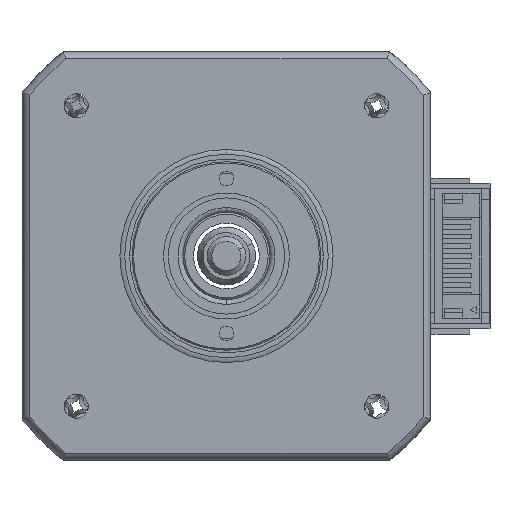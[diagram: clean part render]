
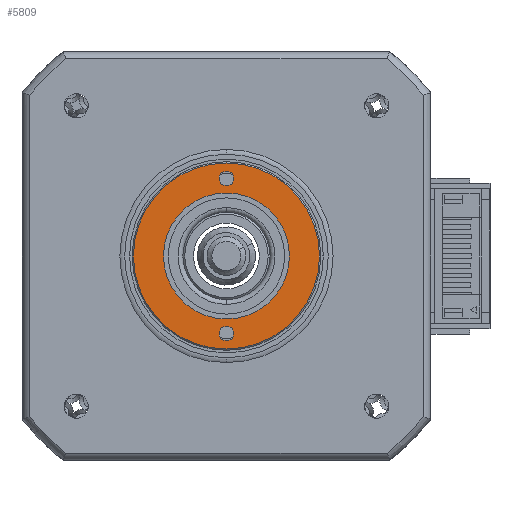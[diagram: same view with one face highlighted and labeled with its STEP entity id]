
A CAD part, left-side view. The second image highlights one B-rep face of the part: STEP entity #5809.
In plain terms, the highlighted planar face has unit normal (-1, 0, 0).
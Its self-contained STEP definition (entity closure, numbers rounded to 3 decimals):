
#23 = AXIS2_PLACEMENT_3D ( 'NONE', #5678, #3970, #1579 ) ;
#146 = CIRCLE ( 'NONE', #6527, 0.75 ) ;
#347 = AXIS2_PLACEMENT_3D ( 'NONE', #11636, #10841, #7321 ) ;
#442 = ORIENTED_EDGE ( 'NONE', *, *, #7093, .T. ) ;
#554 = CIRCLE ( 'NONE', #1160, 0.75 ) ;
#781 = CARTESIAN_POINT ( 'NONE',  ( -26.423, 14.072, 48.3 ) ) ;
#1071 = AXIS2_PLACEMENT_3D ( 'NONE', #10721, #5333, #11631 ) ;
#1117 = CARTESIAN_POINT ( 'NONE',  ( -26.423, 4.472, 56.3 ) ) ;
#1137 = EDGE_LOOP ( 'NONE', ( #5654, #5099 ) ) ;
#1160 = AXIS2_PLACEMENT_3D ( 'NONE', #4720, #11036, #5643 ) ;
#1368 = CIRCLE ( 'NONE', #347, 6.5 ) ;
#1411 = EDGE_CURVE ( 'NONE', #11236, #1990, #2077, .T. ) ;
#1579 = DIRECTION ( 'NONE',  ( 0., 1., 0. ) ) ;
#1618 = EDGE_CURVE ( 'NONE', #3096, #4228, #9744, .T. ) ;
#1800 = CARTESIAN_POINT ( 'NONE',  ( -26.423, 4.472, 48.3 ) ) ;
#1822 = AXIS2_PLACEMENT_3D ( 'NONE', #1800, #7697, #10996 ) ;
#1921 = DIRECTION ( 'NONE',  ( 1., 0., 0. ) ) ;
#1990 = VERTEX_POINT ( 'NONE', #7507 ) ;
#2077 = CIRCLE ( 'NONE', #2406, 0.75 ) ;
#2406 = AXIS2_PLACEMENT_3D ( 'NONE', #1117, #3151, #4091 ) ;
#2486 = EDGE_LOOP ( 'NONE', ( #2628, #2903 ) ) ;
#2520 = ORIENTED_EDGE ( 'NONE', *, *, #9036, .T. ) ;
#2628 = ORIENTED_EDGE ( 'NONE', *, *, #7526, .T. ) ;
#2782 = DIRECTION ( 'NONE',  ( 1., 0., 0. ) ) ;
#2903 = ORIENTED_EDGE ( 'NONE', *, *, #1411, .T. ) ;
#3044 = CIRCLE ( 'NONE', #23, 9.6 ) ;
#3096 = VERTEX_POINT ( 'NONE', #9200 ) ;
#3151 = DIRECTION ( 'NONE',  ( 1., 0., 0. ) ) ;
#3325 = FACE_BOUND ( 'NONE', #7359, .T. ) ;
#3436 = AXIS2_PLACEMENT_3D ( 'NONE', #6479, #1921, #8287 ) ;
#3500 = CARTESIAN_POINT ( 'NONE',  ( -26.423, 3.722, 56.3 ) ) ;
#3686 = CARTESIAN_POINT ( 'NONE',  ( -26.423, 4.472, 48.3 ) ) ;
#3857 = CARTESIAN_POINT ( 'NONE',  ( -26.423, 3.722, 40.3 ) ) ;
#3919 = EDGE_CURVE ( 'NONE', #4228, #3096, #1368, .T. ) ;
#3970 = DIRECTION ( 'NONE',  ( -1., 0., 0. ) ) ;
#4091 = DIRECTION ( 'NONE',  ( 0., 1., 0. ) ) ;
#4228 = VERTEX_POINT ( 'NONE', #10362 ) ;
#4297 = EDGE_CURVE ( 'NONE', #7247, #4707, #3044, .T. ) ;
#4584 = DIRECTION ( 'NONE',  ( 0., 1., 0. ) ) ;
#4707 = VERTEX_POINT ( 'NONE', #781 ) ;
#4720 = CARTESIAN_POINT ( 'NONE',  ( -26.423, 4.472, 56.3 ) ) ;
#5099 = ORIENTED_EDGE ( 'NONE', *, *, #3919, .T. ) ;
#5333 = DIRECTION ( 'NONE',  ( 1., 0., 0. ) ) ;
#5604 = CARTESIAN_POINT ( 'NONE',  ( -26.423, -5.128, 48.3 ) ) ;
#5643 = DIRECTION ( 'NONE',  ( 0., 1., 0. ) ) ;
#5654 = ORIENTED_EDGE ( 'NONE', *, *, #1618, .T. ) ;
#5678 = CARTESIAN_POINT ( 'NONE',  ( -26.423, 4.472, 48.3 ) ) ;
#5707 = AXIS2_PLACEMENT_3D ( 'NONE', #3686, #9990, #4584 ) ;
#5736 = FACE_OUTER_BOUND ( 'NONE', #7430, .T. ) ;
#5756 = ORIENTED_EDGE ( 'NONE', *, *, #11329, .T. ) ;
#5809 = ADVANCED_FACE ( 'NONE', ( #5736, #3325, #10235, #7843 ), #10049, .F. ) ;
#5896 = CARTESIAN_POINT ( 'NONE',  ( -26.423, 5.222, 40.3 ) ) ;
#6479 = CARTESIAN_POINT ( 'NONE',  ( -26.423, 4.472, 48.3 ) ) ;
#6527 = AXIS2_PLACEMENT_3D ( 'NONE', #8236, #2782, #9114 ) ;
#7093 = EDGE_CURVE ( 'NONE', #10889, #10267, #10449, .T. ) ;
#7247 = VERTEX_POINT ( 'NONE', #5604 ) ;
#7321 = DIRECTION ( 'NONE',  ( 0., 1., 0. ) ) ;
#7359 = EDGE_LOOP ( 'NONE', ( #5756, #442 ) ) ;
#7430 = EDGE_LOOP ( 'NONE', ( #2520, #11175 ) ) ;
#7507 = CARTESIAN_POINT ( 'NONE',  ( -26.423, 5.222, 56.3 ) ) ;
#7526 = EDGE_CURVE ( 'NONE', #1990, #11236, #554, .T. ) ;
#7697 = DIRECTION ( 'NONE',  ( 1., 0., 0. ) ) ;
#7843 = FACE_BOUND ( 'NONE', #1137, .T. ) ;
#8236 = CARTESIAN_POINT ( 'NONE',  ( -26.423, 4.472, 40.3 ) ) ;
#8287 = DIRECTION ( 'NONE',  ( 0., 1., 0. ) ) ;
#9036 = EDGE_CURVE ( 'NONE', #4707, #7247, #11400, .T. ) ;
#9114 = DIRECTION ( 'NONE',  ( 0., 1., 0. ) ) ;
#9200 = CARTESIAN_POINT ( 'NONE',  ( -26.423, -2.028, 48.3 ) ) ;
#9744 = CIRCLE ( 'NONE', #1822, 6.5 ) ;
#9990 = DIRECTION ( 'NONE',  ( -1., 0., 0. ) ) ;
#10049 = PLANE ( 'NONE',  #3436 ) ;
#10235 = FACE_BOUND ( 'NONE', #2486, .T. ) ;
#10267 = VERTEX_POINT ( 'NONE', #5896 ) ;
#10362 = CARTESIAN_POINT ( 'NONE',  ( -26.423, 10.972, 48.3 ) ) ;
#10449 = CIRCLE ( 'NONE', #1071, 0.75 ) ;
#10721 = CARTESIAN_POINT ( 'NONE',  ( -26.423, 4.472, 40.3 ) ) ;
#10841 = DIRECTION ( 'NONE',  ( 1., 0., 0. ) ) ;
#10889 = VERTEX_POINT ( 'NONE', #3857 ) ;
#10996 = DIRECTION ( 'NONE',  ( 0., 1., 0. ) ) ;
#11036 = DIRECTION ( 'NONE',  ( 1., 0., 0. ) ) ;
#11175 = ORIENTED_EDGE ( 'NONE', *, *, #4297, .T. ) ;
#11236 = VERTEX_POINT ( 'NONE', #3500 ) ;
#11329 = EDGE_CURVE ( 'NONE', #10267, #10889, #146, .T. ) ;
#11400 = CIRCLE ( 'NONE', #5707, 9.6 ) ;
#11631 = DIRECTION ( 'NONE',  ( 0., 1., 0. ) ) ;
#11636 = CARTESIAN_POINT ( 'NONE',  ( -26.423, 4.472, 48.3 ) ) ;
